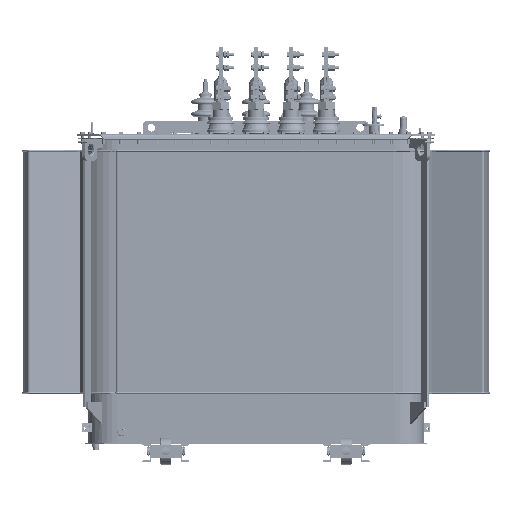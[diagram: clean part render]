
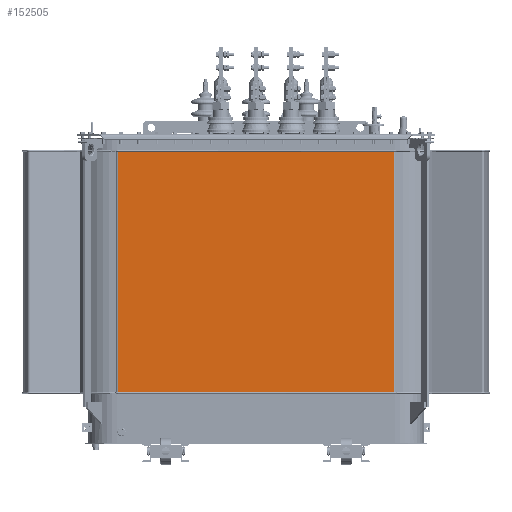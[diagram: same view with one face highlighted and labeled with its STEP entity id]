
A CAD part, front view. The second image highlights one B-rep face of the part: STEP entity #152505.
In plain terms, the highlighted planar face has unit normal (0, 1, 0).
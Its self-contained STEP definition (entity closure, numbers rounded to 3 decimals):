
#13490=LINE('',#293149,#23848);
#13491=LINE('',#293153,#23849);
#13492=LINE('',#293155,#23850);
#13493=LINE('',#293156,#23851);
#23848=VECTOR('',#204019,1100.);
#23849=VECTOR('',#204024,1254.);
#23850=VECTOR('',#204025,1100.);
#23851=VECTOR('',#204026,1254.);
#30871=PLANE('',#166344);
#42185=FACE_OUTER_BOUND('',#53514,.T.);
#53514=EDGE_LOOP('',(#133063,#133064,#133065,#133066));
#73143=VERTEX_POINT('',#293146);
#73144=VERTEX_POINT('',#293148);
#73145=VERTEX_POINT('',#293152);
#73146=VERTEX_POINT('',#293154);
#93098=EDGE_CURVE('',#73143,#73144,#13490,.T.);
#93100=EDGE_CURVE('',#73145,#73143,#13491,.T.);
#93101=EDGE_CURVE('',#73145,#73146,#13492,.T.);
#93102=EDGE_CURVE('',#73146,#73144,#13493,.T.);
#133063=ORIENTED_EDGE('',*,*,#93100,.F.);
#133064=ORIENTED_EDGE('',*,*,#93101,.T.);
#133065=ORIENTED_EDGE('',*,*,#93102,.T.);
#133066=ORIENTED_EDGE('',*,*,#93098,.F.);
#152505=ADVANCED_FACE('',(#42185),#30871,.F.);
#166344=AXIS2_PLACEMENT_3D('',#293151,#204022,#204023);
#204019=DIRECTION('',(0.,0.,1.));
#204022=DIRECTION('center_axis',(0.,-1.,0.));
#204023=DIRECTION('ref_axis',(1.,0.,0.));
#204024=DIRECTION('',(1.,0.,0.));
#204025=DIRECTION('',(0.,0.,1.));
#204026=DIRECTION('',(1.,0.,0.));
#293146=CARTESIAN_POINT('',(627.,-602.4,233.));
#293148=CARTESIAN_POINT('',(627.,-602.4,1333.));
#293149=CARTESIAN_POINT('',(627.,-602.4,233.));
#293151=CARTESIAN_POINT('Origin',(-627.,-602.4,233.));
#293152=CARTESIAN_POINT('',(-627.,-602.4,233.));
#293153=CARTESIAN_POINT('',(-627.,-602.4,233.));
#293154=CARTESIAN_POINT('',(-627.,-602.4,1333.));
#293155=CARTESIAN_POINT('',(-627.,-602.4,233.));
#293156=CARTESIAN_POINT('',(-627.,-602.4,1333.));
